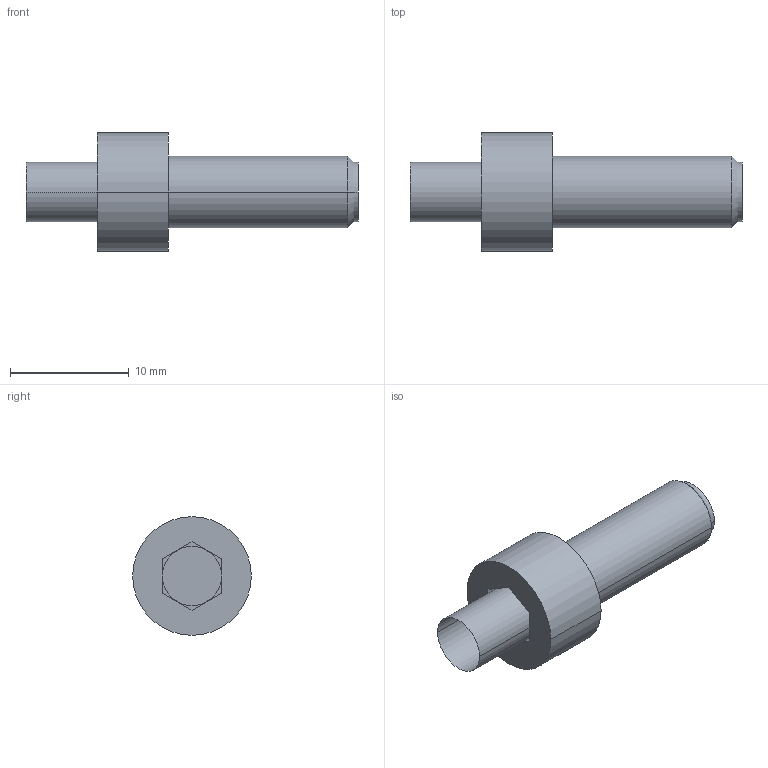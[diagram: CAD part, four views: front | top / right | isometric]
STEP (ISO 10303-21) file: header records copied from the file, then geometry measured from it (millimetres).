
FILE_DESCRIPTION((''),'2;1');
FILE_NAME('PARAF_M6X16','2025-05-26T20:37:11',('t-gamer'),(''),'CREO PARAMETRIC BY PTC INC, 2024063','CREO PARAMETRIC BY PTC INC, 2024063','');
FILE_SCHEMA(('CONFIG_CONTROL_DESIGN'));
Length unit declared in the file: millimetre
Products named in the file (1): PARAF_M6X16
Bounding box: 28 x 10 x 10 mm (x, y, z)
Volume: 852.5 mm3; surface area: 1128.6 mm2
Topology: 1 solids, 2 shells, 18 faces, 40 edges, 26 vertices
Faces by surface type: plane 10, cylinder 6, cone 2
Entity records: 546 total; most frequent: DIRECTION 92, CARTESIAN_POINT 85, ORIENTED_EDGE 76, EDGE_CURVE 40, AXIS2_PLACEMENT_3D 33, VECTOR 26, LINE 26, VERTEX_POINT 26
